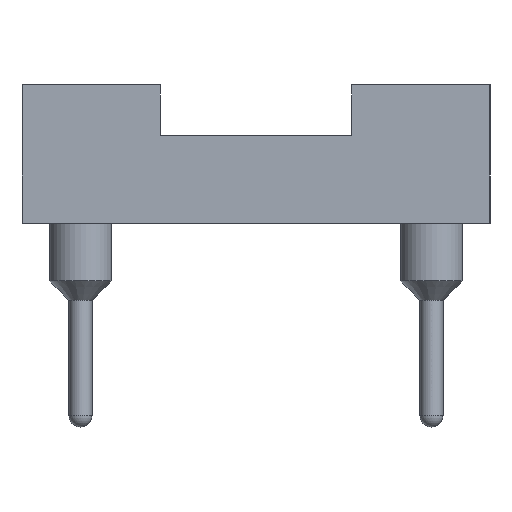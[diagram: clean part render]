
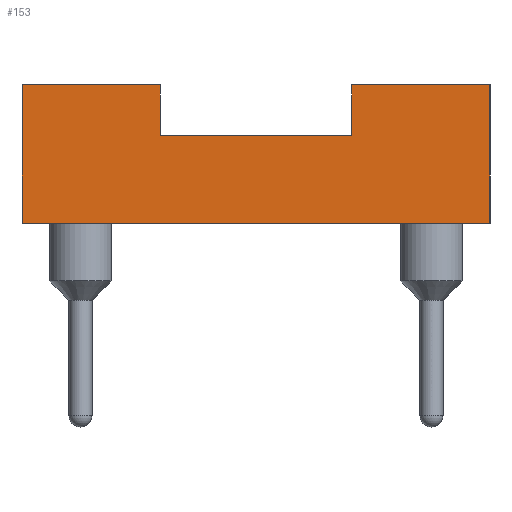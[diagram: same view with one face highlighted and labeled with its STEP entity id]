
A CAD part, left-side view. The second image highlights one B-rep face of the part: STEP entity #153.
In plain terms, the highlighted planar face has unit normal (-1, 0, 0).
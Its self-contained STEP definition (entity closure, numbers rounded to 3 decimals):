
#25=CARTESIAN_POINT('',(-12.7,-5.08,0.));
#26=VERTEX_POINT('',#25);
#43=CARTESIAN_POINT('',(-12.7,-5.08,3.));
#44=VERTEX_POINT('',#43);
#51=CARTESIAN_POINT('',(-12.7,-5.08,3.));
#52=DIRECTION('',(0.,0.,-1.));
#53=VECTOR('',#52,3.);
#54=LINE('',#51,#53);
#55=EDGE_CURVE('',#44,#26,#54,.T.);
#67=CARTESIAN_POINT('',(-12.7,5.08,0.));
#68=VERTEX_POINT('',#67);
#75=CARTESIAN_POINT('',(-12.7,5.08,3.));
#76=VERTEX_POINT('',#75);
#77=CARTESIAN_POINT('',(-12.7,5.08,0.));
#78=DIRECTION('',(0.,0.,1.));
#79=VECTOR('',#78,3.);
#80=LINE('',#77,#79);
#81=EDGE_CURVE('',#68,#76,#80,.T.);
#100=CARTESIAN_POINT('',(-12.7,0.,1.5));
#101=DIRECTION('',(0.,-1.,0.));
#102=DIRECTION('',(-1.,0.,0.));
#103=AXIS2_PLACEMENT_3D('',#100,#102,#101);
#104=PLANE('',#103);
#105=CARTESIAN_POINT('',(-12.7,5.08,0.));
#106=DIRECTION('',(0.,-1.,0.));
#107=VECTOR('',#106,10.16);
#108=LINE('',#105,#107);
#109=EDGE_CURVE('',#68,#26,#108,.T.);
#110=ORIENTED_EDGE('',*,*,#109,.T.);
#111=ORIENTED_EDGE('',*,*,#55,.F.);
#112=CARTESIAN_POINT('',(-12.7,-2.08,3.));
#113=VERTEX_POINT('',#112);
#114=CARTESIAN_POINT('',(-12.7,-5.08,3.));
#115=DIRECTION('',(0.,1.,0.));
#116=VECTOR('',#115,3.);
#117=LINE('',#114,#116);
#118=EDGE_CURVE('',#44,#113,#117,.T.);
#119=ORIENTED_EDGE('',*,*,#118,.T.);
#120=CARTESIAN_POINT('',(-12.7,-2.08,1.9));
#121=VERTEX_POINT('',#120);
#122=CARTESIAN_POINT('',(-12.7,-2.08,3.));
#123=DIRECTION('',(0.,0.,-1.));
#124=VECTOR('',#123,1.1);
#125=LINE('',#122,#124);
#126=EDGE_CURVE('',#113,#121,#125,.T.);
#127=ORIENTED_EDGE('',*,*,#126,.T.);
#128=CARTESIAN_POINT('',(-12.7,2.08,1.9));
#129=VERTEX_POINT('',#128);
#130=CARTESIAN_POINT('',(-12.7,-2.08,1.9));
#131=DIRECTION('',(0.,1.,0.));
#132=VECTOR('',#131,4.16);
#133=LINE('',#130,#132);
#134=EDGE_CURVE('',#121,#129,#133,.T.);
#135=ORIENTED_EDGE('',*,*,#134,.T.);
#136=CARTESIAN_POINT('',(-12.7,2.08,3.));
#137=VERTEX_POINT('',#136);
#138=CARTESIAN_POINT('',(-12.7,2.08,1.9));
#139=DIRECTION('',(0.,0.,1.));
#140=VECTOR('',#139,1.1);
#141=LINE('',#138,#140);
#142=EDGE_CURVE('',#129,#137,#141,.T.);
#143=ORIENTED_EDGE('',*,*,#142,.T.);
#144=CARTESIAN_POINT('',(-12.7,2.08,3.));
#145=DIRECTION('',(0.,1.,0.));
#146=VECTOR('',#145,3.);
#147=LINE('',#144,#146);
#148=EDGE_CURVE('',#137,#76,#147,.T.);
#149=ORIENTED_EDGE('',*,*,#148,.T.);
#150=ORIENTED_EDGE('',*,*,#81,.F.);
#151=EDGE_LOOP('',(#110,#111,#119,#127,#135,#143,#149,#150));
#152=FACE_OUTER_BOUND('',#151,.T.);
#153=ADVANCED_FACE('',(#152),#104,.T.);
